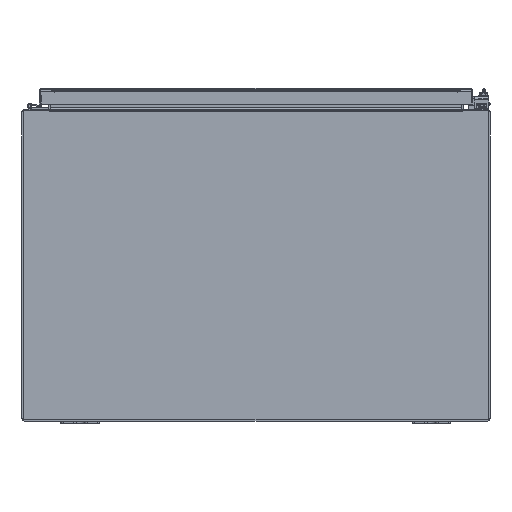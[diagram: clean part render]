
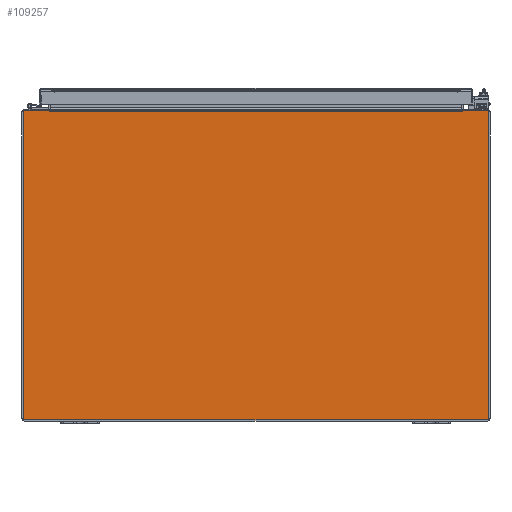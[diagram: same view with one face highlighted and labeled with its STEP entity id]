
A CAD part, front view. The second image highlights one B-rep face of the part: STEP entity #109257.
In plain terms, the highlighted planar face has unit normal (0, -1, 0).
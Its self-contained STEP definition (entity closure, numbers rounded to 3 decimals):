
#1469 = VERTEX_POINT ( 'NONE', #108463 ) ;
#3962 = VECTOR ( 'NONE', #183914, 39.37 ) ;
#4560 = VERTEX_POINT ( 'NONE', #205505 ) ;
#4690 = LINE ( 'NONE', #133584, #127387 ) ;
#4799 = ORIENTED_EDGE ( 'NONE', *, *, #185245, .T. ) ;
#7318 = DIRECTION ( 'NONE',  ( -0.174, 0., -0.985 ) ) ;
#10145 = EDGE_CURVE ( 'NONE', #136831, #4560, #91555, .T. ) ;
#10860 = ORIENTED_EDGE ( 'NONE', *, *, #10145, .T. ) ;
#10926 = EDGE_CURVE ( 'NONE', #137172, #49393, #111471, .T. ) ;
#11191 = EDGE_CURVE ( 'NONE', #173783, #168798, #52405, .T. ) ;
#13781 = VECTOR ( 'NONE', #157059, 39.37 ) ;
#14327 = CARTESIAN_POINT ( 'NONE',  ( 11.857, -15., 7.937 ) ) ;
#15870 = EDGE_CURVE ( 'NONE', #127326, #183718, #120033, .T. ) ;
#17521 = CARTESIAN_POINT ( 'NONE',  ( 11.857, -15., 7.857 ) ) ;
#17695 = ORIENTED_EDGE ( 'NONE', *, *, #187409, .T. ) ;
#19606 = CARTESIAN_POINT ( 'NONE',  ( 0., -15., 7.937 ) ) ;
#27163 = VECTOR ( 'NONE', #116867, 39.37 ) ;
#28905 = AXIS2_PLACEMENT_3D ( 'NONE', #174841, #171725, #75603 ) ;
#34449 = CARTESIAN_POINT ( 'NONE',  ( 0., -15., 7.855 ) ) ;
#37397 = DIRECTION ( 'NONE',  ( -1., 0., 0. ) ) ;
#40043 = CARTESIAN_POINT ( 'NONE',  ( 10.628, -15., 7.937 ) ) ;
#48024 = VECTOR ( 'NONE', #94074, 39.37 ) ;
#48804 = ORIENTED_EDGE ( 'NONE', *, *, #163902, .T. ) ;
#49393 = VERTEX_POINT ( 'NONE', #127790 ) ;
#51291 = DIRECTION ( 'NONE',  ( 0., -1., 0. ) ) ;
#51385 = AXIS2_PLACEMENT_3D ( 'NONE', #118632, #199870, #149297 ) ;
#52405 = LINE ( 'NONE', #34449, #27163 ) ;
#55949 = CARTESIAN_POINT ( 'NONE',  ( 10.614, -15., 7.855 ) ) ;
#60501 = VERTEX_POINT ( 'NONE', #55949 ) ;
#62021 = CARTESIAN_POINT ( 'NONE',  ( -11.857, -15., 7.857 ) ) ;
#63097 = ORIENTED_EDGE ( 'NONE', *, *, #185469, .T. ) ;
#63674 = DIRECTION ( 'NONE',  ( 1., 0., 0. ) ) ;
#75603 = DIRECTION ( 'NONE',  ( 0., 0., -1. ) ) ;
#80011 = VERTEX_POINT ( 'NONE', #14327 ) ;
#80968 = DIRECTION ( 'NONE',  ( 0., 0., -1. ) ) ;
#84039 = DIRECTION ( 'NONE',  ( -1., 0., 0. ) ) ;
#85404 = ORIENTED_EDGE ( 'NONE', *, *, #147356, .T. ) ;
#86488 = CARTESIAN_POINT ( 'NONE',  ( 11.937, -15., 0. ) ) ;
#88377 = DIRECTION ( 'NONE',  ( 0., 0., -1. ) ) ;
#88832 = LINE ( 'NONE', #121624, #3962 ) ;
#89672 = LINE ( 'NONE', #40043, #89827 ) ;
#89827 = VECTOR ( 'NONE', #7318, 39.37 ) ;
#91555 = LINE ( 'NONE', #156029, #13781 ) ;
#91987 = CARTESIAN_POINT ( 'NONE',  ( 0., -15., 7.855 ) ) ;
#94074 = DIRECTION ( 'NONE',  ( -1., 0., 0. ) ) ;
#95115 = LINE ( 'NONE', #91987, #48024 ) ;
#98646 = ORIENTED_EDGE ( 'NONE', *, *, #103167, .T. ) ;
#101133 = LINE ( 'NONE', #117024, #121161 ) ;
#102893 = CARTESIAN_POINT ( 'NONE',  ( -11.857, -15., -7.937 ) ) ;
#103167 = EDGE_CURVE ( 'NONE', #1469, #176425, #125596, .T. ) ;
#106494 = ORIENTED_EDGE ( 'NONE', *, *, #15870, .T. ) ;
#108100 = LINE ( 'NONE', #172527, #179343 ) ;
#108463 = CARTESIAN_POINT ( 'NONE',  ( -11.937, -15., -7.857 ) ) ;
#108672 = AXIS2_PLACEMENT_3D ( 'NONE', #158162, #157111, #171913 ) ;
#109257 = ADVANCED_FACE ( 'NONE', ( #148254 ), #196781, .T. ) ;
#111471 = CIRCLE ( 'NONE', #114941, 0.08 ) ;
#111600 = LINE ( 'NONE', #19606, #113028 ) ;
#113028 = VECTOR ( 'NONE', #84039, 39.37 ) ;
#113751 = DIRECTION ( 'NONE',  ( 0., -1., 0. ) ) ;
#114941 = AXIS2_PLACEMENT_3D ( 'NONE', #62021, #113751, #80968 ) ;
#115182 = CARTESIAN_POINT ( 'NONE',  ( -10.598, -15., 7.855 ) ) ;
#116150 = DIRECTION ( 'NONE',  ( 0., 0., 1. ) ) ;
#116867 = DIRECTION ( 'NONE',  ( -1., 0., 0. ) ) ;
#117024 = CARTESIAN_POINT ( 'NONE',  ( -11.937, -15., 0. ) ) ;
#118632 = CARTESIAN_POINT ( 'NONE',  ( 0., -15., 0. ) ) ;
#120033 = CIRCLE ( 'NONE', #28905, 0.08 ) ;
#121161 = VECTOR ( 'NONE', #88377, 39.37 ) ;
#121624 = CARTESIAN_POINT ( 'NONE',  ( 10.606, -15., 7.855 ) ) ;
#122616 = ORIENTED_EDGE ( 'NONE', *, *, #177159, .T. ) ;
#122636 = ORIENTED_EDGE ( 'NONE', *, *, #11191, .T. ) ;
#123987 = CARTESIAN_POINT ( 'NONE',  ( 11.937, -15., -7.857 ) ) ;
#125596 = CIRCLE ( 'NONE', #108672, 0.08 ) ;
#127239 = CARTESIAN_POINT ( 'NONE',  ( 10.628, -15., 7.937 ) ) ;
#127326 = VERTEX_POINT ( 'NONE', #208111 ) ;
#127387 = VECTOR ( 'NONE', #37397, 39.37 ) ;
#127790 = CARTESIAN_POINT ( 'NONE',  ( -11.937, -15., 7.857 ) ) ;
#133584 = CARTESIAN_POINT ( 'NONE',  ( 0., -15., 7.937 ) ) ;
#136831 = VERTEX_POINT ( 'NONE', #136971 ) ;
#136971 = CARTESIAN_POINT ( 'NONE',  ( -10.614, -15., 7.855 ) ) ;
#137172 = VERTEX_POINT ( 'NONE', #182713 ) ;
#137174 = LINE ( 'NONE', #86488, #183099 ) ;
#139141 = ORIENTED_EDGE ( 'NONE', *, *, #10926, .T. ) ;
#143078 = EDGE_LOOP ( 'NONE', ( #186175, #139141, #122616, #98646, #4799, #106494, #17695, #85404, #196968, #48804, #63097, #122636, #178602, #10860 ) ) ;
#147356 = EDGE_CURVE ( 'NONE', #178001, #80011, #169458, .T. ) ;
#148254 = FACE_OUTER_BOUND ( 'NONE', #143078, .T. ) ;
#149297 = DIRECTION ( 'NONE',  ( 0., 0., -1. ) ) ;
#152762 = VERTEX_POINT ( 'NONE', #127239 ) ;
#156029 = CARTESIAN_POINT ( 'NONE',  ( -10.614, -15., 7.855 ) ) ;
#157059 = DIRECTION ( 'NONE',  ( -0.174, 0., 0.985 ) ) ;
#157111 = DIRECTION ( 'NONE',  ( 0., -1., 0. ) ) ;
#158162 = CARTESIAN_POINT ( 'NONE',  ( -11.857, -15., -7.857 ) ) ;
#163902 = EDGE_CURVE ( 'NONE', #152762, #60501, #89672, .T. ) ;
#168798 = VERTEX_POINT ( 'NONE', #115182 ) ;
#169458 = CIRCLE ( 'NONE', #196421, 0.08 ) ;
#169668 = EDGE_CURVE ( 'NONE', #80011, #152762, #4690, .T. ) ;
#171725 = DIRECTION ( 'NONE',  ( 0., -1., 0. ) ) ;
#171913 = DIRECTION ( 'NONE',  ( 0., 0., -1. ) ) ;
#172527 = CARTESIAN_POINT ( 'NONE',  ( 0., -15., -7.937 ) ) ;
#173783 = VERTEX_POINT ( 'NONE', #198060 ) ;
#174841 = CARTESIAN_POINT ( 'NONE',  ( 11.857, -15., -7.857 ) ) ;
#176425 = VERTEX_POINT ( 'NONE', #102893 ) ;
#177159 = EDGE_CURVE ( 'NONE', #49393, #1469, #101133, .T. ) ;
#178001 = VERTEX_POINT ( 'NONE', #205039 ) ;
#178602 = ORIENTED_EDGE ( 'NONE', *, *, #186750, .T. ) ;
#179343 = VECTOR ( 'NONE', #63674, 39.37 ) ;
#182713 = CARTESIAN_POINT ( 'NONE',  ( -11.857, -15., 7.937 ) ) ;
#183099 = VECTOR ( 'NONE', #116150, 39.37 ) ;
#183718 = VERTEX_POINT ( 'NONE', #123987 ) ;
#183914 = DIRECTION ( 'NONE',  ( -1., 0., 0. ) ) ;
#185245 = EDGE_CURVE ( 'NONE', #176425, #127326, #108100, .T. ) ;
#185469 = EDGE_CURVE ( 'NONE', #60501, #173783, #88832, .T. ) ;
#186175 = ORIENTED_EDGE ( 'NONE', *, *, #197909, .T. ) ;
#186750 = EDGE_CURVE ( 'NONE', #168798, #136831, #95115, .T. ) ;
#187409 = EDGE_CURVE ( 'NONE', #183718, #178001, #137174, .T. ) ;
#191806 = DIRECTION ( 'NONE',  ( 0., 0., -1. ) ) ;
#196421 = AXIS2_PLACEMENT_3D ( 'NONE', #17521, #51291, #191806 ) ;
#196781 = PLANE ( 'NONE',  #51385 ) ;
#196968 = ORIENTED_EDGE ( 'NONE', *, *, #169668, .T. ) ;
#197909 = EDGE_CURVE ( 'NONE', #4560, #137172, #111600, .T. ) ;
#198060 = CARTESIAN_POINT ( 'NONE',  ( 10.598, -15., 7.855 ) ) ;
#199870 = DIRECTION ( 'NONE',  ( 0., -1., 0. ) ) ;
#205039 = CARTESIAN_POINT ( 'NONE',  ( 11.937, -15., 7.857 ) ) ;
#205505 = CARTESIAN_POINT ( 'NONE',  ( -10.628, -15., 7.937 ) ) ;
#208111 = CARTESIAN_POINT ( 'NONE',  ( 11.857, -15., -7.937 ) ) ;
